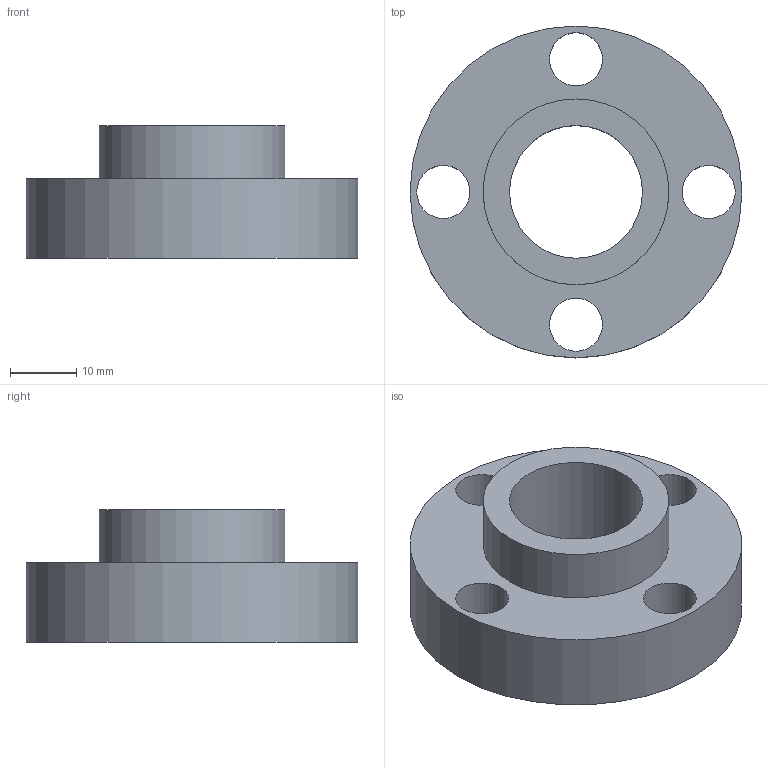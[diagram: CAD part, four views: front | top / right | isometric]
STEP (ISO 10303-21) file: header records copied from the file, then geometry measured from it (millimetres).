
FILE_DESCRIPTION(/* description */ (''),/* implementation_level */ '2;1');
FILE_NAME(/* name */ 'bed support bracket v1.step',/* time_stamp */ '2023-08-29T16:41:23+02:00',/* author */ (''),/* organization */ (''),/* preprocessor_version */ 'ST-DEVELOPER v19.2',/* originating_system */ 'Autodesk Translation Framework v12.6.0.85',/* authorisation */ '');
FILE_SCHEMA (('AUTOMOTIVE_DESIGN { 1 0 10303 214 3 1 1 }'));
Length unit declared in the file: millimetre
Products named in the file (1): bed support bracket
Bounding box: 50 x 50 x 20 mm (x, y, z)
Volume: 19792 mm3; surface area: 7948.2 mm2
Topology: 1 solids, 1 shells, 10 faces, 21 edges, 14 vertices
Faces by surface type: cylinder 7, plane 3
Full cylindrical faces by diameter (mm): 8 x4, 20 x1, 28 x1, 50 x1
Entity records: 332 total; most frequent: DIRECTION 57, CARTESIAN_POINT 46, ORIENTED_EDGE 42, AXIS2_PLACEMENT_3D 25, EDGE_LOOP 21, EDGE_CURVE 21, CIRCLE 14, VERTEX_POINT 14
